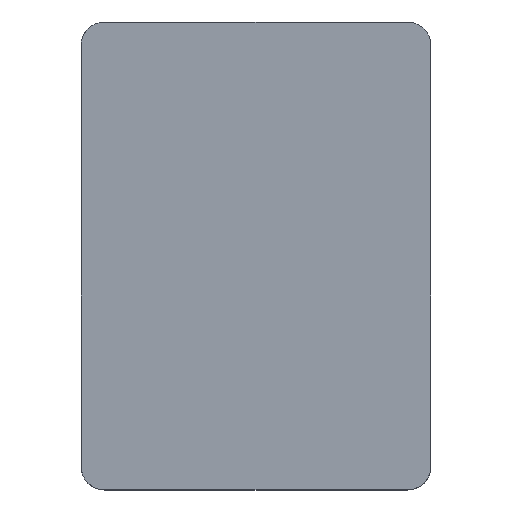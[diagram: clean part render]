
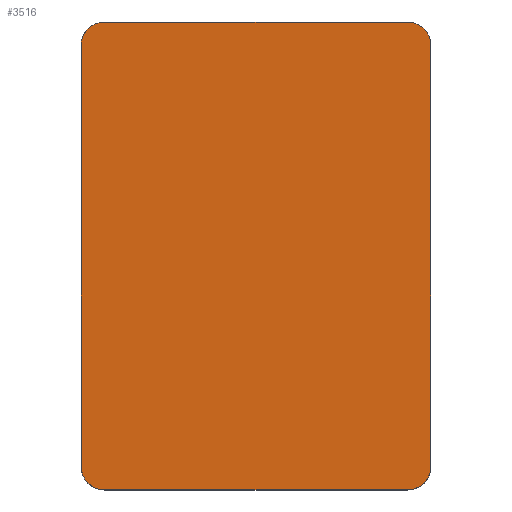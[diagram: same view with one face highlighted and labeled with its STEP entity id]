
A CAD part, top view. The second image highlights one B-rep face of the part: STEP entity #3516.
In plain terms, the highlighted planar face has unit normal (0, -0.05, 0.999).
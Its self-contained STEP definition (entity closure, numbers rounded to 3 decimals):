
#57=ELLIPSE('',#3800,5.006,5.);
#58=ELLIPSE('',#3801,5.006,5.);
#59=ELLIPSE('',#3802,5.006,5.);
#60=ELLIPSE('',#3803,5.006,5.);
#252=PLANE('',#3799);
#432=FACE_OUTER_BOUND('',#668,.T.);
#668=EDGE_LOOP('',(#3242,#3243,#3244,#3245,#3246,#3247,#3248,#3249));
#1055=LINE('',#5747,#1440);
#1061=LINE('',#5759,#1446);
#1062=LINE('',#5764,#1447);
#1063=LINE('',#5768,#1448);
#1440=VECTOR('',#4701,10.);
#1446=VECTOR('',#4709,10.);
#1447=VECTOR('',#4714,10.);
#1448=VECTOR('',#4717,10.);
#1824=VERTEX_POINT('',#5744);
#1825=VERTEX_POINT('',#5746);
#1828=VERTEX_POINT('',#5753);
#1830=VERTEX_POINT('',#5757);
#1831=VERTEX_POINT('',#5761);
#1832=VERTEX_POINT('',#5763);
#1833=VERTEX_POINT('',#5765);
#1834=VERTEX_POINT('',#5767);
#2301=EDGE_CURVE('',#1825,#1824,#1055,.T.);
#2307=EDGE_CURVE('',#1828,#1830,#1061,.T.);
#2308=EDGE_CURVE('',#1824,#1831,#57,.T.);
#2309=EDGE_CURVE('',#1831,#1832,#1062,.T.);
#2310=EDGE_CURVE('',#1832,#1833,#58,.T.);
#2311=EDGE_CURVE('',#1833,#1834,#1063,.T.);
#2312=EDGE_CURVE('',#1834,#1828,#59,.T.);
#2313=EDGE_CURVE('',#1830,#1825,#60,.T.);
#3242=ORIENTED_EDGE('',*,*,#2308,.T.);
#3243=ORIENTED_EDGE('',*,*,#2309,.T.);
#3244=ORIENTED_EDGE('',*,*,#2310,.T.);
#3245=ORIENTED_EDGE('',*,*,#2311,.T.);
#3246=ORIENTED_EDGE('',*,*,#2312,.T.);
#3247=ORIENTED_EDGE('',*,*,#2307,.T.);
#3248=ORIENTED_EDGE('',*,*,#2313,.T.);
#3249=ORIENTED_EDGE('',*,*,#2301,.T.);
#3516=ADVANCED_FACE('',(#432),#252,.T.);
#3799=AXIS2_PLACEMENT_3D('',#5760,#4710,#4711);
#3800=AXIS2_PLACEMENT_3D('',#5762,#4712,#4713);
#3801=AXIS2_PLACEMENT_3D('',#5766,#4715,#4716);
#3802=AXIS2_PLACEMENT_3D('',#5769,#4718,#4719);
#3803=AXIS2_PLACEMENT_3D('',#5770,#4720,#4721);
#4701=DIRECTION('',(-1.,0.,0.));
#4709=DIRECTION('',(0.,0.999,0.05));
#4710=DIRECTION('center_axis',(0.,-0.05,0.999));
#4711=DIRECTION('ref_axis',(0.,0.999,0.05));
#4712=DIRECTION('center_axis',(0.,-0.05,0.999));
#4713=DIRECTION('ref_axis',(0.,0.999,0.05));
#4714=DIRECTION('',(0.,-0.999,-0.05));
#4715=DIRECTION('center_axis',(0.,-0.05,0.999));
#4716=DIRECTION('ref_axis',(0.,-0.999,-0.05));
#4717=DIRECTION('',(1.,0.,0.));
#4718=DIRECTION('center_axis',(0.,-0.05,0.999));
#4719=DIRECTION('ref_axis',(0.,-0.999,-0.05));
#4720=DIRECTION('center_axis',(0.,-0.05,0.999));
#4721=DIRECTION('ref_axis',(0.,0.999,0.05));
#5744=CARTESIAN_POINT('',(-12.1,82.1,23.));
#5746=CARTESIAN_POINT('',(52.1,82.1,23.));
#5747=CARTESIAN_POINT('',(57.1,82.1,23.));
#5753=CARTESIAN_POINT('',(57.1,-12.1,18.252));
#5757=CARTESIAN_POINT('',(57.1,77.1,22.748));
#5759=CARTESIAN_POINT('',(57.1,-17.1,18.));
#5760=CARTESIAN_POINT('Origin',(57.1,-17.1,18.));
#5761=CARTESIAN_POINT('',(-17.1,77.1,22.748));
#5762=CARTESIAN_POINT('Origin',(-12.1,77.1,22.748));
#5763=CARTESIAN_POINT('',(-17.1,-12.1,18.252));
#5764=CARTESIAN_POINT('',(-17.1,7.7,19.25));
#5765=CARTESIAN_POINT('',(-12.1,-17.1,18.));
#5766=CARTESIAN_POINT('Origin',(-12.1,-12.1,18.252));
#5767=CARTESIAN_POINT('',(52.1,-17.1,18.));
#5768=CARTESIAN_POINT('',(-12.1,-17.1,18.));
#5769=CARTESIAN_POINT('Origin',(52.1,-12.1,18.252));
#5770=CARTESIAN_POINT('Origin',(52.1,77.1,22.748));
